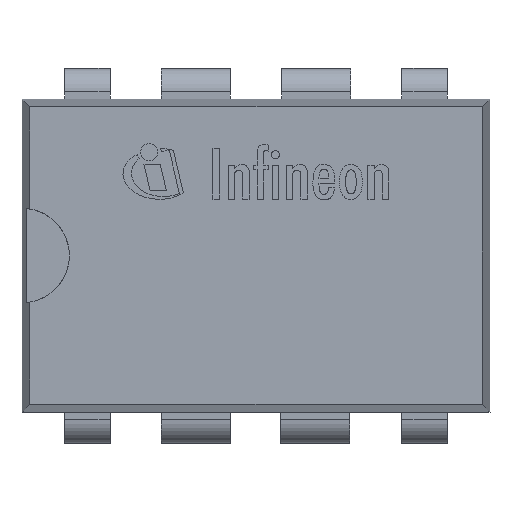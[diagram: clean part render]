
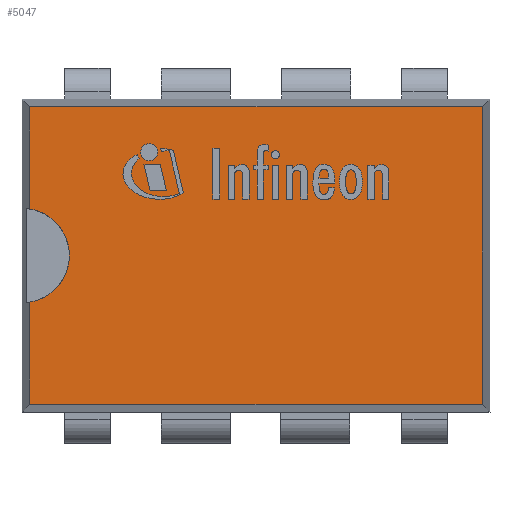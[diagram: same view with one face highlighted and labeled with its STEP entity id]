
A CAD part, top view. The second image highlights one B-rep face of the part: STEP entity #5047.
In plain terms, the highlighted planar face has unit normal (0, 0, 1).
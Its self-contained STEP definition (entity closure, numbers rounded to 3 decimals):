
#212=CIRCLE('',#5505,1.);
#567=FACE_OUTER_BOUND('',#858,.T.);
#858=EDGE_LOOP('',(#3430,#3431,#3432,#3433,#3434,#3435));
#1162=LINE('',#7830,#1635);
#1166=LINE('',#7837,#1639);
#1167=LINE('',#7841,#1640);
#1171=LINE('',#7848,#1644);
#1173=LINE('',#7851,#1646);
#1635=VECTOR('',#6157,10.);
#1639=VECTOR('',#6161,10.);
#1640=VECTOR('',#6164,10.);
#1644=VECTOR('',#6170,10.);
#1646=VECTOR('',#6174,10.);
#2101=VERTEX_POINT('',#7823);
#2102=VERTEX_POINT('',#7825);
#2103=VERTEX_POINT('',#7829);
#2106=VERTEX_POINT('',#7835);
#2107=VERTEX_POINT('',#7839);
#2108=VERTEX_POINT('',#7840);
#2620=EDGE_CURVE('',#2102,#2101,#212,.T.);
#2622=EDGE_CURVE('',#2102,#2103,#1162,.T.);
#2626=EDGE_CURVE('',#2106,#2101,#1166,.T.);
#2627=EDGE_CURVE('',#2107,#2108,#1167,.T.);
#2631=EDGE_CURVE('',#2108,#2106,#1171,.T.);
#2633=EDGE_CURVE('',#2103,#2107,#1173,.T.);
#3430=ORIENTED_EDGE('',*,*,#2620,.T.);
#3431=ORIENTED_EDGE('',*,*,#2626,.F.);
#3432=ORIENTED_EDGE('',*,*,#2631,.F.);
#3433=ORIENTED_EDGE('',*,*,#2627,.F.);
#3434=ORIENTED_EDGE('',*,*,#2633,.F.);
#3435=ORIENTED_EDGE('',*,*,#2622,.F.);
#4899=PLANE('',#5511);
#5047=ADVANCED_FACE('',(#567),#4899,.T.);
#5505=AXIS2_PLACEMENT_3D('',#7826,#6151,#6152);
#5511=AXIS2_PLACEMENT_3D('',#7853,#6176,#6177);
#6151=DIRECTION('center_axis',(0.,0.,-1.));
#6152=DIRECTION('ref_axis',(0.,-1.,0.));
#6157=DIRECTION('',(0.,1.,0.));
#6161=DIRECTION('',(0.,1.,0.));
#6164=DIRECTION('',(0.,-1.,0.));
#6170=DIRECTION('',(-1.,0.,0.));
#6174=DIRECTION('',(1.,0.,0.));
#6176=DIRECTION('center_axis',(0.,0.,1.));
#6177=DIRECTION('ref_axis',(1.,0.,0.));
#7823=CARTESIAN_POINT('',(-4.778,-0.987,8.825));
#7825=CARTESIAN_POINT('',(-4.778,0.987,8.825));
#7826=CARTESIAN_POINT('Origin',(-4.94,0.,8.825));
#7829=CARTESIAN_POINT('',(-4.778,3.14,8.825));
#7830=CARTESIAN_POINT('',(-4.778,3.303,8.825));
#7835=CARTESIAN_POINT('',(-4.778,-3.14,8.825));
#7837=CARTESIAN_POINT('',(-4.778,3.303,8.825));
#7839=CARTESIAN_POINT('',(4.778,3.14,8.825));
#7840=CARTESIAN_POINT('',(4.778,-3.14,8.825));
#7841=CARTESIAN_POINT('',(4.778,-3.303,8.825));
#7848=CARTESIAN_POINT('',(-4.94,-3.14,8.825));
#7851=CARTESIAN_POINT('',(4.94,3.14,8.825));
#7853=CARTESIAN_POINT('Origin',(0.,0.,
8.825));
